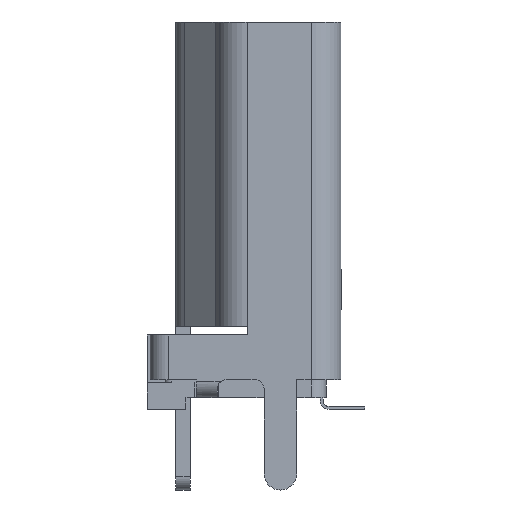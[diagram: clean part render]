
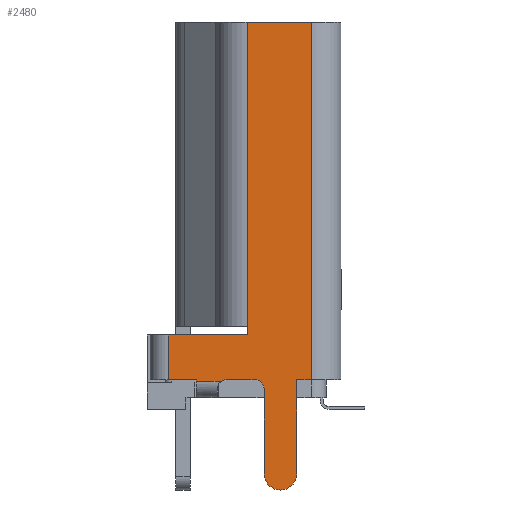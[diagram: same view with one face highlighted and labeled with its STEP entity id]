
A CAD part, left-side view. The second image highlights one B-rep face of the part: STEP entity #2480.
In plain terms, the highlighted planar face has unit normal (-1, 0, 0).
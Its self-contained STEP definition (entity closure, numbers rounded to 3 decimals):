
#304 = ORIENTED_EDGE ( 'NONE', *, *, #15167, .F. ) ;
#674 = DIRECTION ( 'NONE',  ( 0., -1., 0. ) ) ;
#685 = VERTEX_POINT ( 'NONE', #8510 ) ;
#715 = DIRECTION ( 'NONE',  ( 0., 0., -1. ) ) ;
#852 = CARTESIAN_POINT ( 'NONE',  ( -7.5, 0.375, 0. ) ) ;
#1365 = DIRECTION ( 'NONE',  ( 0., -1., 0. ) ) ;
#1385 = VERTEX_POINT ( 'NONE', #6603 ) ;
#1655 = VECTOR ( 'NONE', #24130, 1000. ) ;
#1778 = CARTESIAN_POINT ( 'NONE',  ( -7.5, -0.745, -3.15 ) ) ;
#1819 = VECTOR ( 'NONE', #3399, 1000. ) ;
#2343 = VECTOR ( 'NONE', #37069, 1000. ) ;
#2415 = EDGE_CURVE ( 'NONE', #30277, #31091, #17632, .T. ) ;
#2451 = VERTEX_POINT ( 'NONE', #23463 ) ;
#2480 = ADVANCED_FACE ( 'NONE', ( #34824 ), #20298, .F. ) ;
#2692 = ORIENTED_EDGE ( 'NONE', *, *, #35448, .T. ) ;
#2715 = CARTESIAN_POINT ( 'NONE',  ( -7.5, 1.241, -0.05 ) ) ;
#3399 = DIRECTION ( 'NONE',  ( 0., 0., -1. ) ) ;
#3504 = DIRECTION ( 'NONE',  ( 0., 0., -1. ) ) ;
#3954 = DIRECTION ( 'NONE',  ( 0., 0., -1. ) ) ;
#4097 = DIRECTION ( 'NONE',  ( -1., 0., 0. ) ) ;
#4291 = CARTESIAN_POINT ( 'NONE',  ( -7.5, -1.295, 0. ) ) ;
#4476 = ORIENTED_EDGE ( 'NONE', *, *, #25042, .T. ) ;
#4598 = EDGE_CURVE ( 'NONE', #14201, #10425, #4747, .T. ) ;
#4712 = CARTESIAN_POINT ( 'NONE',  ( -7.5, 0.105, 0. ) ) ;
#4747 = CIRCLE ( 'NONE', #35518, 0.55 ) ;
#5529 = CARTESIAN_POINT ( 'NONE',  ( -7.5, -0.195, -0.3 ) ) ;
#5883 = EDGE_LOOP ( 'NONE', ( #33417, #13709, #32774, #19671, #7723, #304, #33316, #9990, #24140, #13113, #21489, #4476, #24318, #23852, #34907, #2692, #34062 ) ) ;
#5995 = DIRECTION ( 'NONE',  ( 1., 0., 0. ) ) ;
#6171 = VERTEX_POINT ( 'NONE', #2715 ) ;
#6185 = EDGE_CURVE ( 'NONE', #36457, #12609, #35551, .T. ) ;
#6603 = CARTESIAN_POINT ( 'NONE',  ( -7.5, -0.195, -3.15 ) ) ;
#6734 = CARTESIAN_POINT ( 'NONE',  ( -7.5, 0.105, -0.3 ) ) ;
#6757 = LINE ( 'NONE', #18972, #11630 ) ;
#6923 = CARTESIAN_POINT ( 'NONE',  ( -7.5, -1.295, 0. ) ) ;
#7723 = ORIENTED_EDGE ( 'NONE', *, *, #19241, .F. ) ;
#8510 = CARTESIAN_POINT ( 'NONE',  ( -7.5, 3.025, 1.5 ) ) ;
#8576 = CIRCLE ( 'NONE', #13378, 0.3 ) ;
#9990 = ORIENTED_EDGE ( 'NONE', *, *, #18162, .T. ) ;
#10425 = VERTEX_POINT ( 'NONE', #32236 ) ;
#10530 = VECTOR ( 'NONE', #27168, 1000. ) ;
#10581 = DIRECTION ( 'NONE',  ( 1., 0., 0. ) ) ;
#10617 = CARTESIAN_POINT ( 'NONE',  ( -7.5, -0.195, 0. ) ) ;
#11630 = VECTOR ( 'NONE', #3954, 1000. ) ;
#11726 = VECTOR ( 'NONE', #12948, 1000. ) ;
#12594 = VERTEX_POINT ( 'NONE', #30579 ) ;
#12609 = VERTEX_POINT ( 'NONE', #4712 ) ;
#12647 = LINE ( 'NONE', #35506, #1655 ) ;
#12836 = VERTEX_POINT ( 'NONE', #16182 ) ;
#12948 = DIRECTION ( 'NONE',  ( 0., 1., 0. ) ) ;
#13113 = ORIENTED_EDGE ( 'NONE', *, *, #22750, .T. ) ;
#13378 = AXIS2_PLACEMENT_3D ( 'NONE', #6734, #17855, #715 ) ;
#13414 = LINE ( 'NONE', #10617, #30710 ) ;
#13709 = ORIENTED_EDGE ( 'NONE', *, *, #4598, .T. ) ;
#14201 = VERTEX_POINT ( 'NONE', #19802 ) ;
#14464 = LINE ( 'NONE', #33921, #25227 ) ;
#15167 = EDGE_CURVE ( 'NONE', #12594, #18999, #24668, .T. ) ;
#15584 = DIRECTION ( 'NONE',  ( 0., 0., -1. ) ) ;
#15757 = CARTESIAN_POINT ( 'NONE',  ( -7.5, 0.375, 1.5 ) ) ;
#15970 = DIRECTION ( 'NONE',  ( 0., 0., -1. ) ) ;
#16182 = CARTESIAN_POINT ( 'NONE',  ( -7.5, 2.075, -0.05 ) ) ;
#17632 = LINE ( 'NONE', #852, #27475 ) ;
#17729 = LINE ( 'NONE', #29253, #1819 ) ;
#17855 = DIRECTION ( 'NONE',  ( 1., 0., 0. ) ) ;
#18162 = EDGE_CURVE ( 'NONE', #34739, #2451, #25307, .T. ) ;
#18385 = LINE ( 'NONE', #15757, #11726 ) ;
#18800 = VECTOR ( 'NONE', #3504, 1000. ) ;
#18972 = CARTESIAN_POINT ( 'NONE',  ( -7.5, 2.075, 0. ) ) ;
#18999 = VERTEX_POINT ( 'NONE', #29597 ) ;
#19086 = DIRECTION ( 'NONE',  ( 0., 0., -1. ) ) ;
#19241 = EDGE_CURVE ( 'NONE', #18999, #31091, #14464, .T. ) ;
#19671 = ORIENTED_EDGE ( 'NONE', *, *, #2415, .T. ) ;
#19802 = CARTESIAN_POINT ( 'NONE',  ( -7.5, -0.745, -3.7 ) ) ;
#20028 = CARTESIAN_POINT ( 'NONE',  ( -7.5, 1.075, 0. ) ) ;
#20058 = AXIS2_PLACEMENT_3D ( 'NONE', #27516, #10581, #22008 ) ;
#20298 = PLANE ( 'NONE',  #30514 ) ;
#20466 = EDGE_CURVE ( 'NONE', #6171, #12836, #12647, .T. ) ;
#20505 = DIRECTION ( 'NONE',  ( 0., 0., -1. ) ) ;
#21489 = ORIENTED_EDGE ( 'NONE', *, *, #34841, .T. ) ;
#21755 = DIRECTION ( 'NONE',  ( -1., 0., 0. ) ) ;
#21847 = CARTESIAN_POINT ( 'NONE',  ( -7.5, 0.375, 12. ) ) ;
#22008 = DIRECTION ( 'NONE',  ( 0., 0., -1. ) ) ;
#22399 = CARTESIAN_POINT ( 'NONE',  ( -7.5, -1.775, 0. ) ) ;
#22750 = EDGE_CURVE ( 'NONE', #685, #35332, #17729, .T. ) ;
#23463 = CARTESIAN_POINT ( 'NONE',  ( -7.5, 0.375, 1.5 ) ) ;
#23626 = CARTESIAN_POINT ( 'NONE',  ( -7.5, 0.375, 0. ) ) ;
#23852 = ORIENTED_EDGE ( 'NONE', *, *, #36877, .T. ) ;
#24047 = EDGE_CURVE ( 'NONE', #12594, #34739, #35234, .T. ) ;
#24130 = DIRECTION ( 'NONE',  ( 0., 1., 0. ) ) ;
#24140 = ORIENTED_EDGE ( 'NONE', *, *, #26072, .T. ) ;
#24318 = ORIENTED_EDGE ( 'NONE', *, *, #20466, .F. ) ;
#24668 = LINE ( 'NONE', #21847, #10530 ) ;
#25042 = EDGE_CURVE ( 'NONE', #36788, #12836, #6757, .T. ) ;
#25227 = VECTOR ( 'NONE', #37305, 1000. ) ;
#25307 = LINE ( 'NONE', #28157, #2343 ) ;
#25717 = VERTEX_POINT ( 'NONE', #5529 ) ;
#25974 = VECTOR ( 'NONE', #27555, 1000. ) ;
#26072 = EDGE_CURVE ( 'NONE', #2451, #685, #18385, .T. ) ;
#26881 = CARTESIAN_POINT ( 'NONE',  ( -7.5, 0.375, 12. ) ) ;
#26923 = EDGE_CURVE ( 'NONE', #1385, #25717, #13414, .T. ) ;
#27016 = VECTOR ( 'NONE', #1365, 1000. ) ;
#27168 = DIRECTION ( 'NONE',  ( 0., -1., 0. ) ) ;
#27203 = CARTESIAN_POINT ( 'NONE',  ( -7.5, 0.375, 1.8 ) ) ;
#27475 = VECTOR ( 'NONE', #674, 1000. ) ;
#27516 = CARTESIAN_POINT ( 'NONE',  ( -7.5, 1.075, -0.3 ) ) ;
#27555 = DIRECTION ( 'NONE',  ( 0., -1., 0. ) ) ;
#27957 = LINE ( 'NONE', #33243, #25974 ) ;
#28157 = CARTESIAN_POINT ( 'NONE',  ( -7.5, 0.375, 1.8 ) ) ;
#29253 = CARTESIAN_POINT ( 'NONE',  ( -7.5, 3.025, 1.5 ) ) ;
#29581 = CARTESIAN_POINT ( 'NONE',  ( -7.5, 3.025, 0. ) ) ;
#29597 = CARTESIAN_POINT ( 'NONE',  ( -7.5, -1.775, 12. ) ) ;
#30277 = VERTEX_POINT ( 'NONE', #4291 ) ;
#30330 = LINE ( 'NONE', #6923, #32781 ) ;
#30361 = CIRCLE ( 'NONE', #20058, 0.3 ) ;
#30514 = AXIS2_PLACEMENT_3D ( 'NONE', #34874, #5995, #20505 ) ;
#30579 = CARTESIAN_POINT ( 'NONE',  ( -7.5, 0.375, 12. ) ) ;
#30710 = VECTOR ( 'NONE', #36639, 1000. ) ;
#31091 = VERTEX_POINT ( 'NONE', #22399 ) ;
#31223 = EDGE_CURVE ( 'NONE', #30277, #10425, #30330, .T. ) ;
#31262 = EDGE_CURVE ( 'NONE', #1385, #14201, #33985, .T. ) ;
#32176 = AXIS2_PLACEMENT_3D ( 'NONE', #32803, #4097, #15584 ) ;
#32236 = CARTESIAN_POINT ( 'NONE',  ( -7.5, -1.295, -3.15 ) ) ;
#32658 = CARTESIAN_POINT ( 'NONE',  ( -7.5, 2.075, 0. ) ) ;
#32774 = ORIENTED_EDGE ( 'NONE', *, *, #31223, .F. ) ;
#32781 = VECTOR ( 'NONE', #15970, 1000. ) ;
#32803 = CARTESIAN_POINT ( 'NONE',  ( -7.5, -0.745, -3.15 ) ) ;
#33243 = CARTESIAN_POINT ( 'NONE',  ( -7.5, 0.375, 0. ) ) ;
#33316 = ORIENTED_EDGE ( 'NONE', *, *, #24047, .T. ) ;
#33417 = ORIENTED_EDGE ( 'NONE', *, *, #31262, .T. ) ;
#33921 = CARTESIAN_POINT ( 'NONE',  ( -7.5, -1.775, 12. ) ) ;
#33985 = CIRCLE ( 'NONE', #32176, 0.55 ) ;
#34062 = ORIENTED_EDGE ( 'NONE', *, *, #26923, .F. ) ;
#34739 = VERTEX_POINT ( 'NONE', #27203 ) ;
#34824 = FACE_OUTER_BOUND ( 'NONE', #5883, .T. ) ;
#34841 = EDGE_CURVE ( 'NONE', #35332, #36788, #27957, .T. ) ;
#34874 = CARTESIAN_POINT ( 'NONE',  ( -7.5, 0.375, 12. ) ) ;
#34907 = ORIENTED_EDGE ( 'NONE', *, *, #6185, .T. ) ;
#35234 = LINE ( 'NONE', #26881, #18800 ) ;
#35332 = VERTEX_POINT ( 'NONE', #29581 ) ;
#35448 = EDGE_CURVE ( 'NONE', #12609, #25717, #8576, .T. ) ;
#35506 = CARTESIAN_POINT ( 'NONE',  ( -7.5, 1.375, -0.05 ) ) ;
#35518 = AXIS2_PLACEMENT_3D ( 'NONE', #1778, #21755, #19086 ) ;
#35551 = LINE ( 'NONE', #23626, #27016 ) ;
#36457 = VERTEX_POINT ( 'NONE', #20028 ) ;
#36639 = DIRECTION ( 'NONE',  ( 0., 0., 1. ) ) ;
#36788 = VERTEX_POINT ( 'NONE', #32658 ) ;
#36877 = EDGE_CURVE ( 'NONE', #6171, #36457, #30361, .T. ) ;
#37069 = DIRECTION ( 'NONE',  ( 0., 0., -1. ) ) ;
#37305 = DIRECTION ( 'NONE',  ( 0., 0., -1. ) ) ;
